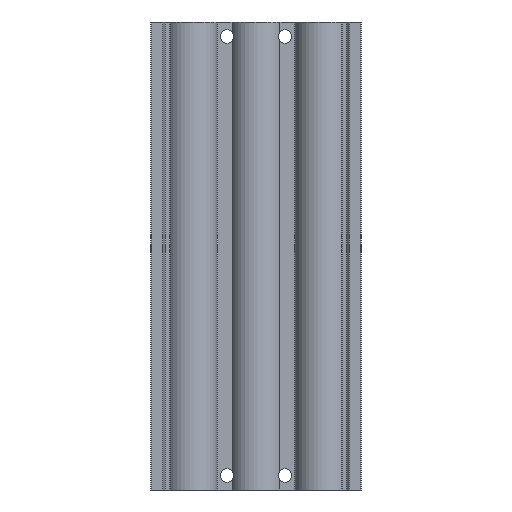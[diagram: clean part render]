
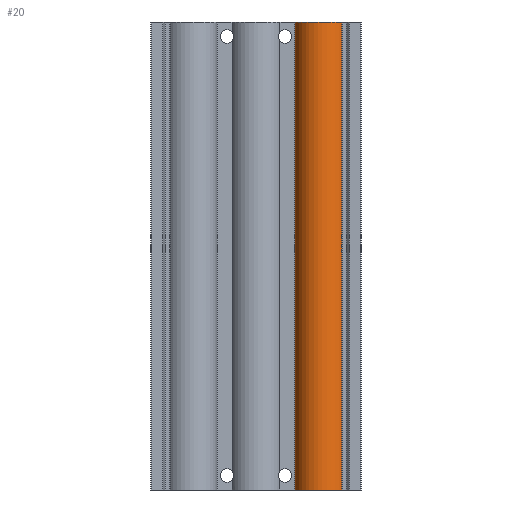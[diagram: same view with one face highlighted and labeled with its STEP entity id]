
A CAD part, front view. The second image highlights one B-rep face of the part: STEP entity #20.
In plain terms, the highlighted cylindrical face has radius 11 mm (diameter 22 mm), a partial arc.
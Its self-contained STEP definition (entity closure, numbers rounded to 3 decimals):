
#20 = ADVANCED_FACE ( 'NONE', ( #5652 ), #5650, .T. ) ;
#253 = AXIS2_PLACEMENT_3D ( 'NONE', #6656, #6655, #6654 ) ;
#254 = AXIS2_PLACEMENT_3D ( 'NONE', #6661, #6660, #6659 ) ;
#327 = AXIS2_PLACEMENT_3D ( 'NONE', #6980, #6979, #6978 ) ;
#418 = EDGE_CURVE ( 'NONE', #7393, #7379, #5346, .T. ) ;
#419 = EDGE_CURVE ( 'NONE', #7393, #7329, #5349, .T. ) ;
#420 = EDGE_CURVE ( 'NONE', #7329, #7326, #5342, .T. ) ;
#421 = EDGE_CURVE ( 'NONE', #7326, #7379, #5343, .T. ) ;
#1451 = EDGE_LOOP ( 'NONE', ( #8387, #8388, #8389, #8390 ) ) ;
#4364 = CARTESIAN_POINT ( 'NONE',  ( 16.063, -5.179, 0. ) ) ;
#4380 = CARTESIAN_POINT ( 'NONE',  ( 35.429, -11.068, 0. ) ) ;
#4434 = CARTESIAN_POINT ( 'NONE',  ( 16.063, -5.179, -193.5 ) ) ;
#4437 = CARTESIAN_POINT ( 'NONE',  ( 35.429, -11.068, -193.5 ) ) ;
#5341 = VECTOR ( 'NONE', #6652, 1000. ) ;
#5342 = CIRCLE ( 'NONE', #253, 11. ) ;
#5343 = LINE ( 'NONE', #6653, #5341 ) ;
#5345 = VECTOR ( 'NONE', #6657, 1000. ) ;
#5346 = CIRCLE ( 'NONE', #254, 11. ) ;
#5349 = LINE ( 'NONE', #6658, #5345 ) ;
#5650 = CYLINDRICAL_SURFACE ( 'NONE', #327, 11. ) ;
#5652 = FACE_OUTER_BOUND ( 'NONE', #1451, .T. ) ;
#6652 = DIRECTION ( 'NONE',  ( 0., 0., 1. ) ) ;
#6653 = CARTESIAN_POINT ( 'NONE',  ( 35.429, -11.068, -193.5 ) ) ;
#6654 = DIRECTION ( 'NONE',  ( 1., 0., 0. ) ) ;
#6655 = DIRECTION ( 'NONE',  ( 0., 0., 1. ) ) ;
#6656 = CARTESIAN_POINT ( 'NONE',  ( 27., -4., -193.5 ) ) ;
#6657 = DIRECTION ( 'NONE',  ( 0., 0., -1. ) ) ;
#6658 = CARTESIAN_POINT ( 'NONE',  ( 16.063, -5.179, -193.5 ) ) ;
#6659 = DIRECTION ( 'NONE',  ( 1., 0., 0. ) ) ;
#6660 = DIRECTION ( 'NONE',  ( 0., 0., 1. ) ) ;
#6661 = CARTESIAN_POINT ( 'NONE',  ( 27., -4., 0. ) ) ;
#6978 = DIRECTION ( 'NONE',  ( 1., 0., 0. ) ) ;
#6979 = DIRECTION ( 'NONE',  ( 0., 0., 1. ) ) ;
#6980 = CARTESIAN_POINT ( 'NONE',  ( 27., -4., -193.5 ) ) ;
#7326 = VERTEX_POINT ( 'NONE', #4437 ) ;
#7329 = VERTEX_POINT ( 'NONE', #4434 ) ;
#7379 = VERTEX_POINT ( 'NONE', #4380 ) ;
#7393 = VERTEX_POINT ( 'NONE', #4364 ) ;
#8387 = ORIENTED_EDGE ( 'NONE', *, *, #418, .F. ) ;
#8388 = ORIENTED_EDGE ( 'NONE', *, *, #419, .T. ) ;
#8389 = ORIENTED_EDGE ( 'NONE', *, *, #420, .T. ) ;
#8390 = ORIENTED_EDGE ( 'NONE', *, *, #421, .T. ) ;
